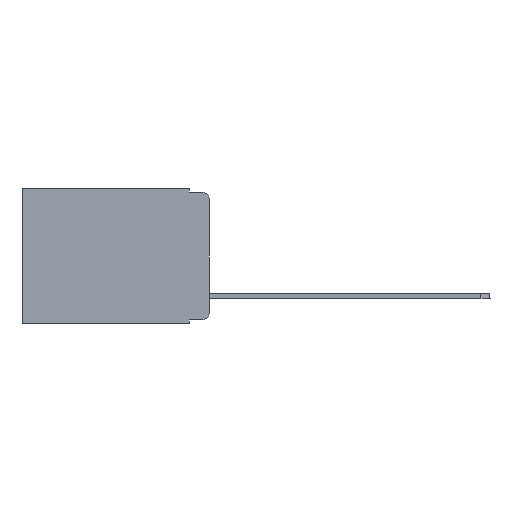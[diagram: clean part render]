
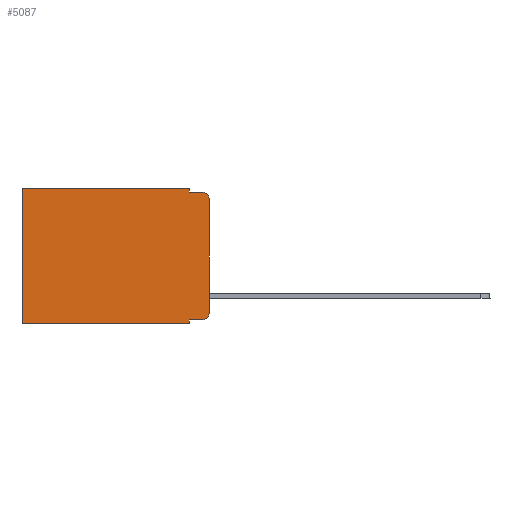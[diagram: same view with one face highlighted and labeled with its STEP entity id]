
A CAD part, left-side view. The second image highlights one B-rep face of the part: STEP entity #5087.
In plain terms, the highlighted planar face has unit normal (-1, 0, 0).
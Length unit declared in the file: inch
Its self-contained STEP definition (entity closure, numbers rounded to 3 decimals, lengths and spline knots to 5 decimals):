
#219 = LINE ( 'NONE', #17694, #11629 ) ;
#836 = EDGE_CURVE ( 'NONE', #4786, #13694, #9359, .T. ) ;
#2037 = LINE ( 'NONE', #7735, #18828 ) ;
#2081 = LINE ( 'NONE', #20501, #5616 ) ;
#2314 = LINE ( 'NONE', #4947, #11724 ) ;
#2573 = DIRECTION ( 'NONE',  ( 0., 0., -1. ) ) ;
#2616 = CARTESIAN_POINT ( 'NONE',  ( 0.298, 0.473, 0. ) ) ;
#2687 = ORIENTED_EDGE ( 'NONE', *, *, #19951, .F. ) ;
#2783 = DIRECTION ( 'NONE',  ( 0., -1., 0. ) ) ;
#2831 = CARTESIAN_POINT ( 'NONE',  ( 0.298, 0., 0. ) ) ;
#3317 = CARTESIAN_POINT ( 'NONE',  ( 0.298, 0.051, -0.333 ) ) ;
#3442 = CIRCLE ( 'NONE', #14243, 0.02 ) ;
#3853 = LINE ( 'NONE', #15806, #19135 ) ;
#4073 = EDGE_CURVE ( 'NONE', #14087, #9978, #2314, .T. ) ;
#4409 = DIRECTION ( 'NONE',  ( 0., 0., -1. ) ) ;
#4472 = ORIENTED_EDGE ( 'NONE', *, *, #4073, .F. ) ;
#4669 = DIRECTION ( 'NONE',  ( 0., 1., 0. ) ) ;
#4786 = VERTEX_POINT ( 'NONE', #9027 ) ;
#4905 = VECTOR ( 'NONE', #4669, 39.37008 ) ;
#4947 = CARTESIAN_POINT ( 'NONE',  ( 0.298, 0.051, 0. ) ) ;
#4966 = VECTOR ( 'NONE', #6101, 39.37008 ) ;
#4994 = DIRECTION ( 'NONE',  ( -1., 0., 0. ) ) ;
#5087 = ADVANCED_FACE ( 'NONE', ( #11420 ), #13523, .F. ) ;
#5285 = LINE ( 'NONE', #19002, #13720 ) ;
#5616 = VECTOR ( 'NONE', #2783, 39.37008 ) ;
#5892 = CARTESIAN_POINT ( 'NONE',  ( 0.298, 0.02, -0.313 ) ) ;
#6101 = DIRECTION ( 'NONE',  ( 0., 0., -1. ) ) ;
#6337 = ORIENTED_EDGE ( 'NONE', *, *, #14189, .T. ) ;
#6928 = EDGE_CURVE ( 'NONE', #17618, #17219, #2037, .T. ) ;
#7473 = CARTESIAN_POINT ( 'NONE',  ( 0.298, 0.051, -0.01 ) ) ;
#7735 = CARTESIAN_POINT ( 'NONE',  ( 0.298, 0.051, 0. ) ) ;
#8782 = ORIENTED_EDGE ( 'NONE', *, *, #6928, .F. ) ;
#8981 = DIRECTION ( 'NONE',  ( -1., 0., 0. ) ) ;
#9027 = CARTESIAN_POINT ( 'NONE',  ( 0.298, 0., -0.03 ) ) ;
#9235 = ORIENTED_EDGE ( 'NONE', *, *, #836, .F. ) ;
#9359 = LINE ( 'NONE', #2831, #4966 ) ;
#9834 = CARTESIAN_POINT ( 'NONE',  ( 0.298, 0.473, -0.343 ) ) ;
#9978 = VERTEX_POINT ( 'NONE', #16930 ) ;
#10236 = CIRCLE ( 'NONE', #16865, 0.02 ) ;
#10549 = CARTESIAN_POINT ( 'NONE',  ( 0.298, 0., -0.313 ) ) ;
#10642 = CARTESIAN_POINT ( 'NONE',  ( 0.298, 0.051, 0. ) ) ;
#11420 = FACE_OUTER_BOUND ( 'NONE', #18733, .T. ) ;
#11629 = VECTOR ( 'NONE', #13482, 39.37008 ) ;
#11724 = VECTOR ( 'NONE', #19770, 39.37008 ) ;
#12043 = CARTESIAN_POINT ( 'NONE',  ( 0.298, 0., 0. ) ) ;
#12157 = EDGE_CURVE ( 'NONE', #4786, #13267, #3442, .T. ) ;
#12191 = DIRECTION ( 'NONE',  ( 1., 0., 0. ) ) ;
#12484 = VERTEX_POINT ( 'NONE', #18060 ) ;
#12797 = CARTESIAN_POINT ( 'NONE',  ( 0.298, 0., 0. ) ) ;
#13033 = EDGE_CURVE ( 'NONE', #17618, #13463, #13335, .T. ) ;
#13136 = CARTESIAN_POINT ( 'NONE',  ( 0.298, 0.02, -0.03 ) ) ;
#13267 = VERTEX_POINT ( 'NONE', #16680 ) ;
#13335 = LINE ( 'NONE', #12797, #4905 ) ;
#13442 = ORIENTED_EDGE ( 'NONE', *, *, #14650, .T. ) ;
#13463 = VERTEX_POINT ( 'NONE', #2616 ) ;
#13482 = DIRECTION ( 'NONE',  ( 0., 1., 0. ) ) ;
#13523 = PLANE ( 'NONE',  #19985 ) ;
#13670 = DIRECTION ( 'NONE',  ( 0., 0., -1. ) ) ;
#13694 = VERTEX_POINT ( 'NONE', #10549 ) ;
#13720 = VECTOR ( 'NONE', #4409, 39.37008 ) ;
#14087 = VERTEX_POINT ( 'NONE', #3317 ) ;
#14189 = EDGE_CURVE ( 'NONE', #12484, #13694, #10236, .T. ) ;
#14243 = AXIS2_PLACEMENT_3D ( 'NONE', #13136, #4994, #16405 ) ;
#14261 = EDGE_CURVE ( 'NONE', #17219, #13267, #3853, .T. ) ;
#14431 = DIRECTION ( 'NONE',  ( 0., -1., 0. ) ) ;
#14650 = EDGE_CURVE ( 'NONE', #14087, #12484, #2081, .T. ) ;
#15806 = CARTESIAN_POINT ( 'NONE',  ( 0.298, 0.051, -0.01 ) ) ;
#16405 = DIRECTION ( 'NONE',  ( 0., 0., -1. ) ) ;
#16680 = CARTESIAN_POINT ( 'NONE',  ( 0.298, 0.02, -0.01 ) ) ;
#16740 = ORIENTED_EDGE ( 'NONE', *, *, #13033, .T. ) ;
#16865 = AXIS2_PLACEMENT_3D ( 'NONE', #5892, #8981, #2573 ) ;
#16930 = CARTESIAN_POINT ( 'NONE',  ( 0.298, 0.051, -0.343 ) ) ;
#17219 = VERTEX_POINT ( 'NONE', #7473 ) ;
#17475 = ORIENTED_EDGE ( 'NONE', *, *, #18339, .T. ) ;
#17618 = VERTEX_POINT ( 'NONE', #10642 ) ;
#17694 = CARTESIAN_POINT ( 'NONE',  ( 0.298, 0., -0.343 ) ) ;
#18015 = VERTEX_POINT ( 'NONE', #9834 ) ;
#18060 = CARTESIAN_POINT ( 'NONE',  ( 0.298, 0.02, -0.333 ) ) ;
#18339 = EDGE_CURVE ( 'NONE', #13463, #18015, #5285, .T. ) ;
#18733 = EDGE_LOOP ( 'NONE', ( #9235, #19929, #19036, #8782, #16740, #17475, #2687, #4472, #13442, #6337 ) ) ;
#18828 = VECTOR ( 'NONE', #19111, 39.37008 ) ;
#19002 = CARTESIAN_POINT ( 'NONE',  ( 0.298, 0.473, 0. ) ) ;
#19036 = ORIENTED_EDGE ( 'NONE', *, *, #14261, .F. ) ;
#19111 = DIRECTION ( 'NONE',  ( 0., 0., -1. ) ) ;
#19135 = VECTOR ( 'NONE', #14431, 39.37008 ) ;
#19770 = DIRECTION ( 'NONE',  ( 0., 0., -1. ) ) ;
#19929 = ORIENTED_EDGE ( 'NONE', *, *, #12157, .T. ) ;
#19951 = EDGE_CURVE ( 'NONE', #9978, #18015, #219, .T. ) ;
#19985 = AXIS2_PLACEMENT_3D ( 'NONE', #12043, #12191, #13670 ) ;
#20501 = CARTESIAN_POINT ( 'NONE',  ( 0.298, 0.051, -0.333 ) ) ;
